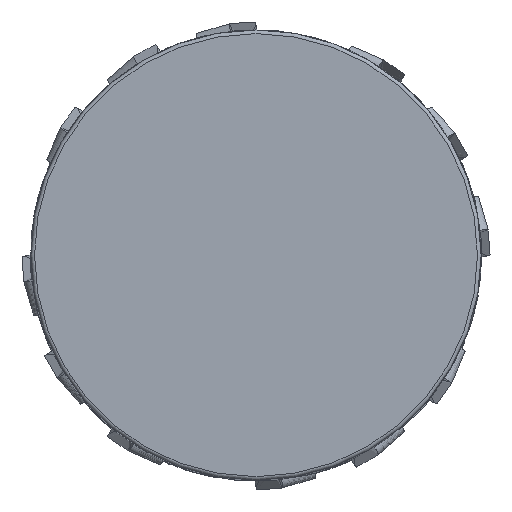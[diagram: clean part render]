
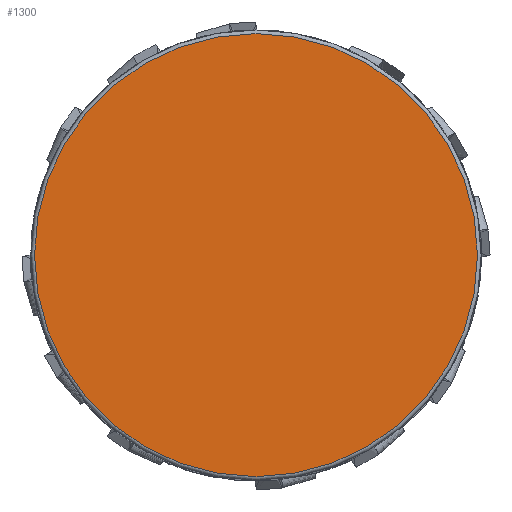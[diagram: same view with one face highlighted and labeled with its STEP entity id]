
A CAD part, top view. The second image highlights one B-rep face of the part: STEP entity #1300.
In plain terms, the highlighted planar face has unit normal (0, 0, 1).
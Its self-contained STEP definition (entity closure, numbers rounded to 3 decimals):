
#407=PLANE('',#7144);
#1031=FACE_OUTER_BOUND('',#1947,.T.);
#1300=ADVANCED_FACE('CLONE_TP_FACE',(#1031),#407,.T.);
#1947=EDGE_LOOP('',(#3294));
#2442=CIRCLE('',#7126,30.049);
#3294=ORIENTED_EDGE('',*,*,#5771,.T.);
#5050=VERTEX_POINT('',#10834);
#5771=EDGE_CURVE('',#5050,#5050,#2442,.T.);
#7126=AXIS2_PLACEMENT_3D('',#10833,#8116,#8117);
#7144=AXIS2_PLACEMENT_3D('',#10960,#8152,#8153);
#8116=DIRECTION('',(0.,0.,1.));
#8117=DIRECTION('',(1.,0.,0.));
#8152=DIRECTION('',(0.,0.,1.));
#8153=DIRECTION('',(1.,0.,0.));
#10833=CARTESIAN_POINT('',(0.,0.,0.));
#10834=CARTESIAN_POINT('',(30.049,0.,0.));
#10960=CARTESIAN_POINT('',(12.705,0.,0.));
